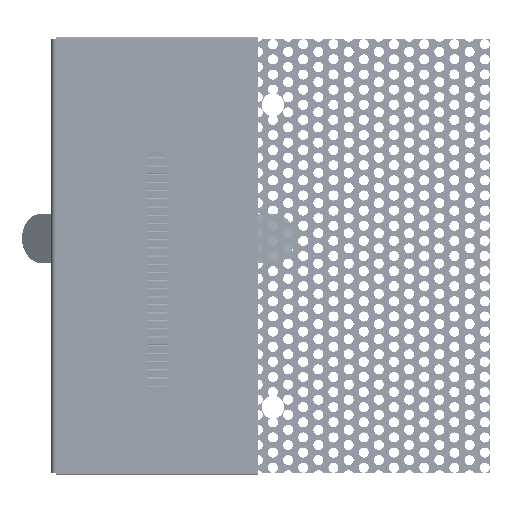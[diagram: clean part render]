
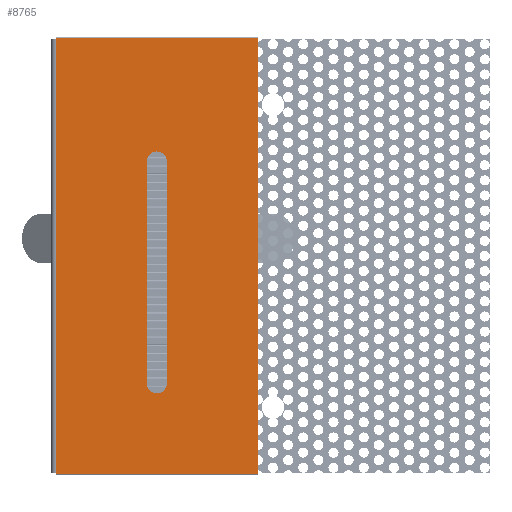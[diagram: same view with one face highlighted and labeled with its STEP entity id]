
A CAD part, front view. The second image highlights one B-rep face of the part: STEP entity #8765.
In plain terms, the highlighted planar face has unit normal (0, -1, 0).
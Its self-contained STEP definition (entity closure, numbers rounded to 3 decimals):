
#7433=CARTESIAN_POINT('Vertex',(-43.2,0.,20.)) ;
#7436=CARTESIAN_POINT('Line Origine',(0.,0.,20.)) ;
#7440=CARTESIAN_POINT('Vertex',(43.2,0.,20.)) ;
#7916=CARTESIAN_POINT('Vertex',(-25.263,0.,-2.)) ;
#7932=CARTESIAN_POINT('Vertex',(-25.263,0.,2.)) ;
#7936=CARTESIAN_POINT('Control Point',(-25.263,0.,-2.)) ;
#7937=CARTESIAN_POINT('Control Point',(-25.891,0.,-2.)) ;
#7938=CARTESIAN_POINT('Control Point',(-26.52,0.,-1.753)) ;
#7939=CARTESIAN_POINT('Control Point',(-27.016,0.,-1.257)) ;
#7940=CARTESIAN_POINT('Control Point',(-27.51,0.,0.)) ;
#7941=CARTESIAN_POINT('Control Point',(-27.016,0.,1.257)) ;
#7942=CARTESIAN_POINT('Control Point',(-26.52,0.,1.753)) ;
#7943=CARTESIAN_POINT('Control Point',(-25.891,0.,2.)) ;
#7944=CARTESIAN_POINT('Control Point',(-25.263,0.,2.)) ;
#7970=CARTESIAN_POINT('Vertex',(18.737,0.,2.)) ;
#7973=CARTESIAN_POINT('Line Origine',(-3.263,0.,2.)) ;
#8002=CARTESIAN_POINT('Vertex',(18.737,0.,-2.)) ;
#8005=CARTESIAN_POINT('Axis2P3D Location',(18.737,0.,0.)) ;
#8028=CARTESIAN_POINT('Line Origine',(-3.263,0.,-2.)) ;
#8720=CARTESIAN_POINT('Vertex',(43.2,0.,-20.)) ;
#8723=CARTESIAN_POINT('Line Origine',(43.2,0.,20.)) ;
#8736=CARTESIAN_POINT('Axis2P3D Location',(-43.2,0.,20.)) ;
#8741=CARTESIAN_POINT('Line Origine',(0.,0.,-20.)) ;
#8745=CARTESIAN_POINT('Vertex',(-43.2,0.,-20.)) ;
#8748=CARTESIAN_POINT('Line Origine',(-43.2,0.,0.)) ;
#7438=VECTOR('Line Direction',#7437,1.) ;
#7975=VECTOR('Line Direction',#7974,1.) ;
#8030=VECTOR('Line Direction',#8029,1.) ;
#8725=VECTOR('Line Direction',#8724,1.) ;
#8743=VECTOR('Line Direction',#8742,1.) ;
#8750=VECTOR('Line Direction',#8749,1.) ;
#7437=DIRECTION('Vector Direction',(1.,0.,0.)) ;
#7974=DIRECTION('Vector Direction',(1.,0.,0.)) ;
#8006=DIRECTION('Axis2P3D Direction',(0.,1.,0.)) ;
#8029=DIRECTION('Vector Direction',(-1.,0.,0.)) ;
#8724=DIRECTION('Vector Direction',(0.,0.,-1.)) ;
#8737=DIRECTION('Axis2P3D Direction',(0.,1.,0.)) ;
#8738=DIRECTION('Axis2P3D XDirection',(0.,0.,1.)) ;
#8742=DIRECTION('Vector Direction',(1.,0.,0.)) ;
#8749=DIRECTION('Vector Direction',(0.,0.,-1.)) ;
#8007=AXIS2_PLACEMENT_3D('Circle Axis2P3D',#8005,#8006,$) ;
#8739=AXIS2_PLACEMENT_3D('Plane Axis2P3D',#8736,#8737,#8738) ;
#7439=LINE('Line',#7436,#7438) ;
#7976=LINE('Line',#7973,#7975) ;
#8031=LINE('Line',#8028,#8030) ;
#8726=LINE('Line',#8723,#8725) ;
#8744=LINE('Line',#8741,#8743) ;
#8751=LINE('Line',#8748,#8750) ;
#8008=CIRCLE('generated circle',#8007,2.) ;
#8740=PLANE('',#8739) ;
#8764=FACE_BOUND('',#8759,.T.) ;
#7442=EDGE_CURVE('',#7434,#7441,#7439,.T.) ;
#7945=EDGE_CURVE('',#7917,#7933,#7935,.T.) ;
#7977=EDGE_CURVE('',#7933,#7971,#7976,.T.) ;
#8009=EDGE_CURVE('',#7971,#8003,#8008,.T.) ;
#8032=EDGE_CURVE('',#8003,#7917,#8031,.T.) ;
#8727=EDGE_CURVE('',#7441,#8721,#8726,.T.) ;
#8747=EDGE_CURVE('',#8746,#8721,#8744,.T.) ;
#8752=EDGE_CURVE('',#7434,#8746,#8751,.T.) ;
#8753=EDGE_LOOP('',(#8754,#8755,#8756,#8757)) ;
#8759=EDGE_LOOP('',(#8760,#8761,#8762,#8763)) ;
#8754=ORIENTED_EDGE('',*,*,#8747,.T.) ;
#8755=ORIENTED_EDGE('',*,*,#8727,.F.) ;
#8756=ORIENTED_EDGE('',*,*,#7442,.F.) ;
#8757=ORIENTED_EDGE('',*,*,#8752,.T.) ;
#8760=ORIENTED_EDGE('',*,*,#7977,.T.) ;
#8761=ORIENTED_EDGE('',*,*,#8009,.T.) ;
#8762=ORIENTED_EDGE('',*,*,#8032,.T.) ;
#8763=ORIENTED_EDGE('',*,*,#7945,.T.) ;
#7434=VERTEX_POINT('',#7433) ;
#7441=VERTEX_POINT('',#7440) ;
#7917=VERTEX_POINT('',#7916) ;
#7933=VERTEX_POINT('',#7932) ;
#7971=VERTEX_POINT('',#7970) ;
#8003=VERTEX_POINT('',#8002) ;
#8721=VERTEX_POINT('',#8720) ;
#8746=VERTEX_POINT('',#8745) ;
#8765=ADVANCED_FACE('\X2\93685B2B6F57\X0\1',(#8758,#8764),#8740,.F.) ;
#7935=B_SPLINE_CURVE_WITH_KNOTS('',5,(#7936,#7937,#7938,#7939,#7940,#7941,#7942,#7943,#7944),.UNSPECIFIED.,.F.,.U.,(6,3,6),(-3.142,0.,3.142),.UNSPECIFIED.) ;
#8758=FACE_OUTER_BOUND('',#8753,.T.) ;
